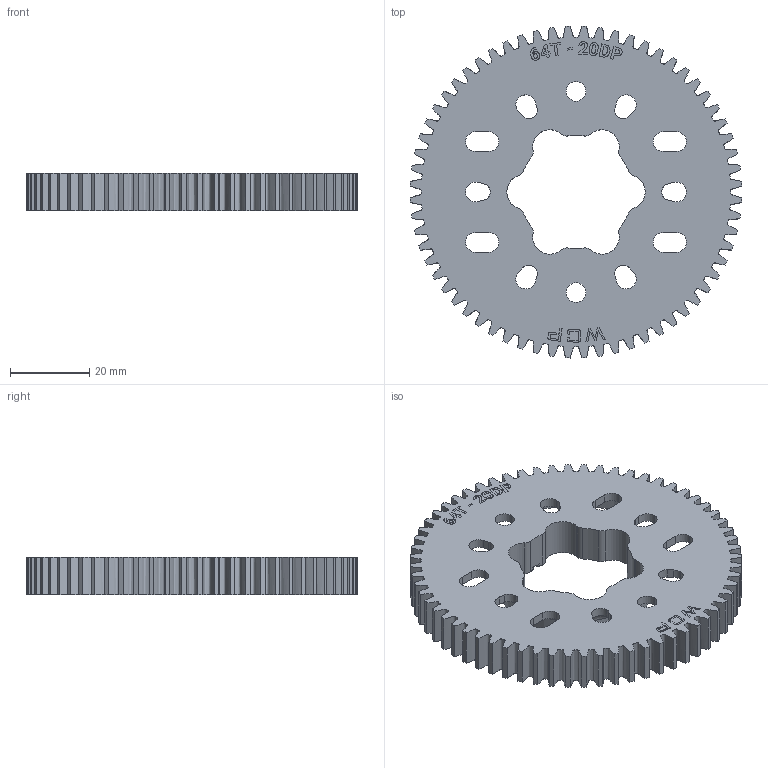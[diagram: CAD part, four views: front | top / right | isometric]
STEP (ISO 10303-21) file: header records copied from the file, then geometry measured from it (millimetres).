
FILE_DESCRIPTION (( 'STEP AP214' ), '1' );
FILE_NAME ('WCP-1097 Rev1.step', '2024-01-18T01:27:25', ( '' ), ( '' ), 'SwSTEP 2.0', 'SolidWorks 2022', '' );
FILE_SCHEMA (( 'AUTOMOTIVE_DESIGN' ));
Length unit declared in the file: inch
Products named in the file (1): WCP-1097 Rev1
Bounding box: 83.77 x 83.77 x 9.53 mm (x, y, z)
Volume: 20297.3 mm3; surface area: 16727.2 mm2
Topology: 1 solids, 1 shells, 380 faces, 1093 edges, 727 vertices
Faces by surface type: plane 137, cylinder 135, bspline 104, torus 4
Entity records: 34272 total; most frequent: CARTESIAN_POINT 24657, ORIENTED_EDGE 2186, DIRECTION 1722, EDGE_CURVE 1093, VERTEX_POINT 727, VECTOR 586, LINE 586, AXIS2_PLACEMENT_3D 568
